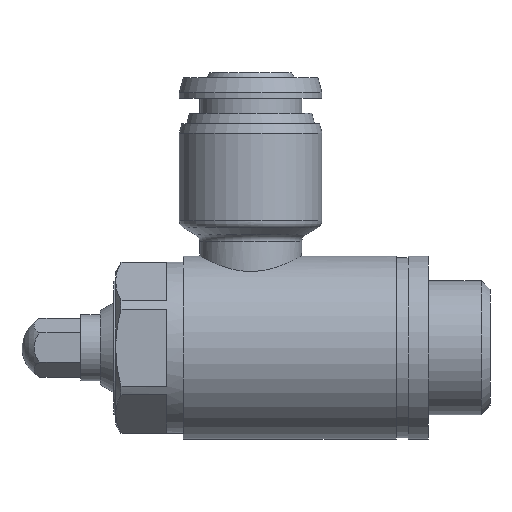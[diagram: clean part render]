
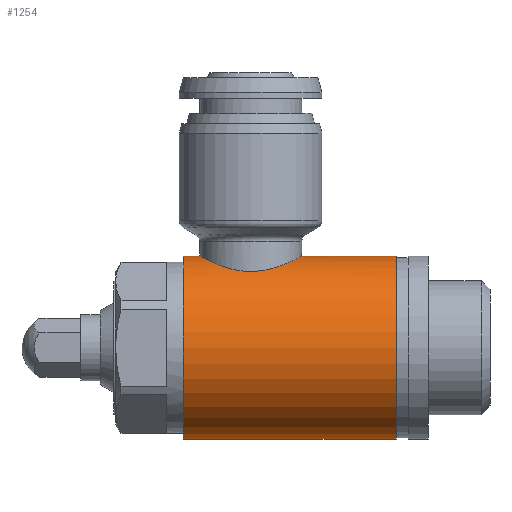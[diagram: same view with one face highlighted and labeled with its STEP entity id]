
A CAD part, left-side view. The second image highlights one B-rep face of the part: STEP entity #1254.
In plain terms, the highlighted cylindrical face has radius 9 mm (diameter 18 mm), a full revolution.
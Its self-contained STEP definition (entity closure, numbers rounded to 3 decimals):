
#130=B_SPLINE_CURVE_WITH_KNOTS('',3,(#1738,#1739,#1740,#1741,#1742,#1743,
#1744,#1745,#1746,#1747,#1748,#1749,#1750,#1751,#1752,#1753,#1754,#1755,
#1756),.UNSPECIFIED.,.T.,.F.,(1,1,1,1,1,1,1,1,1,1,1,1,1,1,1,1,1,1,1,1,1,
1,1),(-0.006,-0.004,-0.002,0.,
0.002,0.004,0.006,0.008,
0.01,0.012,0.014,0.016,
0.018,0.02,0.022,0.024,
0.026,0.028,0.03,0.032,
0.034,0.036,0.038),.UNSPECIFIED.);
#147=ORIENTED_EDGE('',*,*,#355,.F.);
#148=ORIENTED_EDGE('',*,*,#356,.T.);
#149=ORIENTED_EDGE('',*,*,#357,.F.);
#355=EDGE_CURVE('',#459,#459,#537,.T.);
#356=EDGE_CURVE('',#460,#460,#538,.T.);
#357=EDGE_CURVE('',#461,#461,#130,.T.);
#459=VERTEX_POINT('',#1735);
#460=VERTEX_POINT('',#1737);
#461=VERTEX_POINT('',#1757);
#537=CIRCLE('',#1326,9.);
#538=CIRCLE('',#1327,9.);
#597=EDGE_LOOP('',(#147));
#598=EDGE_LOOP('',(#148));
#599=EDGE_LOOP('',(#149));
#698=FACE_BOUND('',#597,.T.);
#699=FACE_BOUND('',#598,.T.);
#700=FACE_BOUND('',#599,.T.);
#798=CYLINDRICAL_SURFACE('',#1325,9.);
#1254=ADVANCED_FACE('',(#698,#699,#700),#798,.T.);
#1325=AXIS2_PLACEMENT_3D('',#1733,#1455,#1456);
#1326=AXIS2_PLACEMENT_3D('',#1734,#1457,#1458);
#1327=AXIS2_PLACEMENT_3D('',#1736,#1459,#1460);
#1455=DIRECTION('',(0.,-1.,0.));
#1456=DIRECTION('',(0.,0.,-1.));
#1457=DIRECTION('',(0.,-1.,0.));
#1458=DIRECTION('',(0.,0.,-1.));
#1459=DIRECTION('',(0.,-1.,0.));
#1460=DIRECTION('',(0.,0.,-1.));
#1733=CARTESIAN_POINT('',(0.,0.,0.));
#1734=CARTESIAN_POINT('',(0.,3.15,0.));
#1735=CARTESIAN_POINT('',(0.,3.15,-9.));
#1736=CARTESIAN_POINT('',(0.,24.05,0.));
#1737=CARTESIAN_POINT('',(0.,24.05,-9.));
#1738=CARTESIAN_POINT('',(-4.72,19.459,7.679));
#1739=CARTESIAN_POINT('',(-5.139,17.448,7.386));
#1740=CARTESIAN_POINT('',(-4.723,15.451,7.678));
#1741=CARTESIAN_POINT('',(-3.63,13.836,8.281));
#1742=CARTESIAN_POINT('',(-2.012,12.731,8.84));
#1743=CARTESIAN_POINT('',(-0.017,12.312,9.079));
#1744=CARTESIAN_POINT('',(1.995,12.722,8.845));
#1745=CARTESIAN_POINT('',(3.621,13.828,8.285));
#1746=CARTESIAN_POINT('',(4.716,15.437,7.682));
#1747=CARTESIAN_POINT('',(5.138,17.425,7.386));
#1748=CARTESIAN_POINT('',(4.73,19.437,7.673));
#1749=CARTESIAN_POINT('',(3.636,21.058,8.278));
#1750=CARTESIAN_POINT('',(2.017,22.167,8.839));
#1751=CARTESIAN_POINT('',(0.02,22.588,9.079));
#1752=CARTESIAN_POINT('',(-1.993,22.18,8.846));
#1753=CARTESIAN_POINT('',(-3.625,21.068,8.283));
#1754=CARTESIAN_POINT('',(-4.72,19.459,7.679));
#1755=CARTESIAN_POINT('',(-5.139,17.448,7.386));
#1756=CARTESIAN_POINT('',(-4.723,15.451,7.678));
#1757=CARTESIAN_POINT('',(-5.,17.45,7.483));
